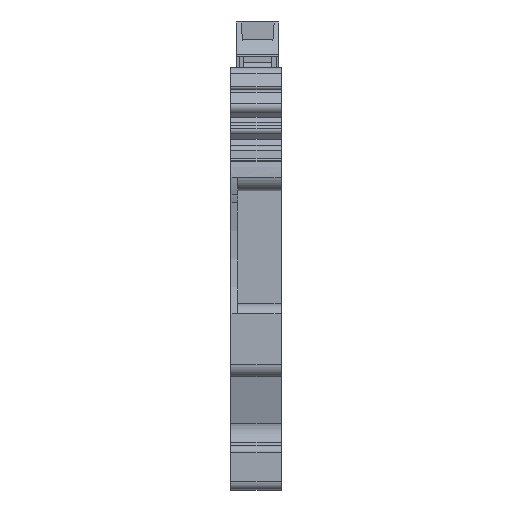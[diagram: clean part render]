
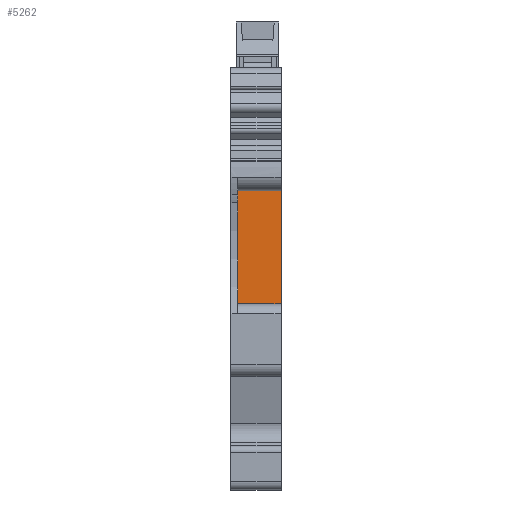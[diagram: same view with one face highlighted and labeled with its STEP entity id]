
A CAD part, left-side view. The second image highlights one B-rep face of the part: STEP entity #5262.
In plain terms, the highlighted planar face has unit normal (-1, 0, 0).
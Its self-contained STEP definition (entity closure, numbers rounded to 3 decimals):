
#45=LINE('',#7044,#466);
#77=LINE('',#7129,#498);
#78=LINE('',#7131,#499);
#79=LINE('',#7133,#500);
#466=VECTOR('',#5915,1000.);
#498=VECTOR('',#5987,1000.);
#499=VECTOR('',#5988,1000.);
#500=VECTOR('',#5989,1000.);
#1063=ORIENTED_EDGE('',*,*,#2125,.T.);
#1064=ORIENTED_EDGE('',*,*,#2166,.F.);
#1065=ORIENTED_EDGE('',*,*,#2167,.T.);
#1066=ORIENTED_EDGE('',*,*,#2168,.T.);
#2125=EDGE_CURVE('',#2685,#2688,#45,.T.);
#2166=EDGE_CURVE('',#2722,#2688,#77,.T.);
#2167=EDGE_CURVE('',#2722,#2723,#78,.T.);
#2168=EDGE_CURVE('',#2723,#2685,#79,.T.);
#2685=VERTEX_POINT('',#7038);
#2688=VERTEX_POINT('',#7043);
#2722=VERTEX_POINT('',#7130);
#2723=VERTEX_POINT('',#7132);
#3236=EDGE_LOOP('',(#1063,#1064,#1065,#1066));
#3461=FACE_BOUND('',#3236,.T.);
#3666=PLANE('',#5504);
#5262=ADVANCED_FACE('',(#3461),#3666,.T.);
#5504=AXIS2_PLACEMENT_3D('',#7128,#5985,#5986);
#5915=DIRECTION('',(0.,1.,0.));
#5985=DIRECTION('',(-1.,0.,0.));
#5986=DIRECTION('',(0.,0.,1.));
#5987=DIRECTION('',(0.,0.,1.));
#5988=DIRECTION('',(0.,-1.,0.));
#5989=DIRECTION('',(0.,0.,1.));
#7038=CARTESIAN_POINT('',(-30.28,-6.,10.55));
#7043=CARTESIAN_POINT('',(-30.28,-0.8,10.55));
#7044=CARTESIAN_POINT('',(-30.28,-5.1,10.55));
#7128=CARTESIAN_POINT('',(-30.28,75.276,10.55));
#7129=CARTESIAN_POINT('',(-30.28,-0.8,10.55));
#7130=CARTESIAN_POINT('',(-30.28,-0.8,-2.955));
#7131=CARTESIAN_POINT('',(-30.28,75.276,-2.955));
#7132=CARTESIAN_POINT('',(-30.28,-6.,-2.955));
#7133=CARTESIAN_POINT('',(-30.28,-6.,10.55));
